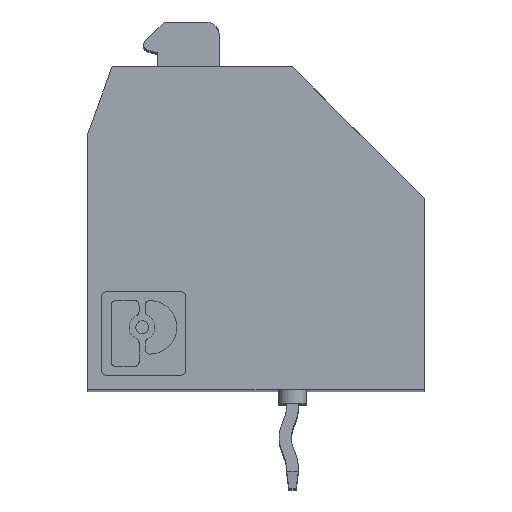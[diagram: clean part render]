
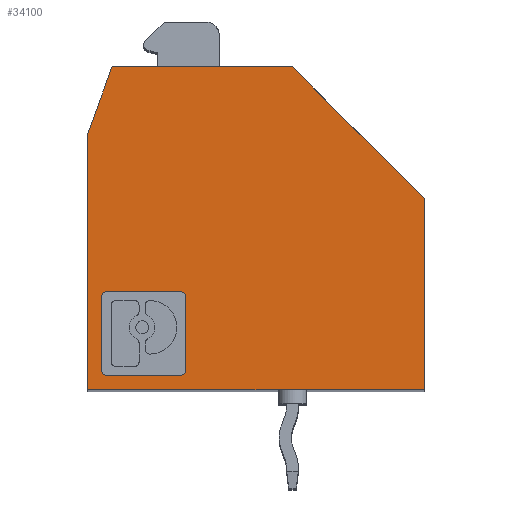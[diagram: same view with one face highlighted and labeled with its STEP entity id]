
A CAD part, top view. The second image highlights one B-rep face of the part: STEP entity #34100.
In plain terms, the highlighted planar face has unit normal (0, 0, 1).
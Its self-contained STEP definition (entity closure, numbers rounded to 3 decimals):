
#10260=CARTESIAN_POINT('',(11.739,0.,7.5));
#10270=DIRECTION('',(0.,0.,1.));
#10280=DIRECTION('',(1.,0.,0.));
#10290=AXIS2_PLACEMENT_3D('',#10260,#10270,#10280);
#10300=PLANE('',#10290);
#10600=CARTESIAN_POINT('',(3.289,3.289,7.5));
#10610=DIRECTION('',(0.,0.,1.));
#10620=DIRECTION('',(1.,0.,0.));
#10630=AXIS2_PLACEMENT_3D('',#10600,#10610,#10620);
#10640=CIRCLE('',#10630,0.211);
#10650=CARTESIAN_POINT('',(3.5,3.289,7.5));
#10660=VERTEX_POINT('',#10650);
#10670=CARTESIAN_POINT('',(3.289,3.5,7.5));
#10680=VERTEX_POINT('',#10670);
#10690=EDGE_CURVE('',#10660,#10680,#10640,.T.);
#12080=CARTESIAN_POINT('',(0.5,0.,7.5));
#12090=DIRECTION('',(0.,1.,0.));
#12100=VECTOR('',#12090,1.);
#12110=LINE('',#12080,#12100);
#12120=CARTESIAN_POINT('',(0.5,0.711,7.5));
#12130=VERTEX_POINT('',#12120);
#12140=CARTESIAN_POINT('',(0.5,3.289,7.5));
#12150=VERTEX_POINT('',#12140);
#12160=EDGE_CURVE('',#12130,#12150,#12110,.T.);
#20490=CARTESIAN_POINT('',(3.5,0.,7.5));
#20500=DIRECTION('',(0.,-1.,0.));
#20510=VECTOR('',#20500,1.);
#20520=LINE('',#20490,#20510);
#20530=CARTESIAN_POINT('',(3.5,0.711,7.5));
#20540=VERTEX_POINT('',#20530);
#20550=EDGE_CURVE('',#10660,#20540,#20520,.T.);
#24220=CARTESIAN_POINT('',(0.,3.5,7.5));
#24230=DIRECTION('',(1.,0.,0.));
#24240=VECTOR('',#24230,1.);
#24250=LINE('',#24220,#24240);
#24260=CARTESIAN_POINT('',(0.711,3.5,7.5));
#24270=VERTEX_POINT('',#24260);
#24280=EDGE_CURVE('',#24270,#10680,#24250,.T.);
#32110=CARTESIAN_POINT('',(0.711,0.711,7.5));
#32120=DIRECTION('',(0.,0.,1.));
#32130=DIRECTION('',(1.,0.,0.));
#32140=AXIS2_PLACEMENT_3D('',#32110,#32120,#32130);
#32150=CIRCLE('',#32140,0.211);
#32160=CARTESIAN_POINT('',(0.711,0.5,7.5));
#32170=VERTEX_POINT('',#32160);
#32180=EDGE_CURVE('',#12130,#32170,#32150,.T.);
#33310=CARTESIAN_POINT('',(0.,0.,7.5));
#33320=DIRECTION('',(-1.,0.,0.));
#33330=VECTOR('',#33320,1.);
#33340=LINE('',#33310,#33330);
#33350=CARTESIAN_POINT('',(12.,0.,7.5));
#33360=VERTEX_POINT('',#33350);
#33370=CARTESIAN_POINT('',(0.,0.,7.5));
#33380=VERTEX_POINT('',#33370);
#33390=EDGE_CURVE('',#33360,#33380,#33340,.T.);
#33400=ORIENTED_EDGE('',*,*,#33390,.F.);
#33410=CARTESIAN_POINT('',(0.,0.,7.5));
#33420=DIRECTION('',(0.,1.,0.));
#33430=VECTOR('',#33420,1.);
#33440=LINE('',#33410,#33430);
#33450=CARTESIAN_POINT('',(0.,9.1,7.5));
#33460=VERTEX_POINT('',#33450);
#33470=EDGE_CURVE('',#33380,#33460,#33440,.T.);
#33480=ORIENTED_EDGE('',*,*,#33470,.F.);
#33490=CARTESIAN_POINT('',(-3.312,0.,7.5));
#33500=DIRECTION('',(0.342,0.94,0.));
#33510=VECTOR('',#33500,1.);
#33520=LINE('',#33490,#33510);
#33530=CARTESIAN_POINT('',(0.874,11.5,7.5));
#33540=VERTEX_POINT('',#33530);
#33550=EDGE_CURVE('',#33460,#33540,#33520,.T.);
#33560=ORIENTED_EDGE('',*,*,#33550,.F.);
#33570=CARTESIAN_POINT('',(0.,11.5,7.5));
#33580=DIRECTION('',(1.,0.,0.));
#33590=VECTOR('',#33580,1.);
#33600=LINE('',#33570,#33590);
#33610=CARTESIAN_POINT('',(7.3,11.5,7.5));
#33620=VERTEX_POINT('',#33610);
#33630=EDGE_CURVE('',#33540,#33620,#33600,.T.);
#33640=ORIENTED_EDGE('',*,*,#33630,.F.);
#33650=CARTESIAN_POINT('',(0.,18.8,7.5));
#33660=DIRECTION('',(0.707,-0.707,0.));
#33670=VECTOR('',#33660,1.);
#33680=LINE('',#33650,#33670);
#33690=CARTESIAN_POINT('',(12.,6.8,7.5));
#33700=VERTEX_POINT('',#33690);
#33710=EDGE_CURVE('',#33620,#33700,#33680,.T.);
#33720=ORIENTED_EDGE('',*,*,#33710,.F.);
#33730=CARTESIAN_POINT('',(12.,0.,7.5));
#33740=DIRECTION('',(0.,-1.,0.));
#33750=VECTOR('',#33740,1.);
#33760=LINE('',#33730,#33750);
#33770=EDGE_CURVE('',#33700,#33360,#33760,.T.);
#33780=ORIENTED_EDGE('',*,*,#33770,.F.);
#33790=EDGE_LOOP('',(#33780,#33720,#33640,#33560,#33480,#33400));
#33800=FACE_OUTER_BOUND('',#33790,.T.);
#33810=ORIENTED_EDGE('',*,*,#20550,.T.);
#33820=ORIENTED_EDGE('',*,*,#10690,.F.);
#33830=ORIENTED_EDGE('',*,*,#24280,.T.);
#33840=CARTESIAN_POINT('',(0.711,3.289,7.5));
#33850=DIRECTION('',(0.,0.,1.));
#33860=DIRECTION('',(1.,0.,0.));
#33870=AXIS2_PLACEMENT_3D('',#33840,#33850,#33860);
#33880=CIRCLE('',#33870,0.211);
#33890=EDGE_CURVE('',#24270,#12150,#33880,.T.);
#33900=ORIENTED_EDGE('',*,*,#33890,.F.);
#33910=ORIENTED_EDGE('',*,*,#12160,.T.);
#33920=ORIENTED_EDGE('',*,*,#32180,.F.);
#33930=CARTESIAN_POINT('',(0.,0.5,7.5));
#33940=DIRECTION('',(-1.,0.,0.));
#33950=VECTOR('',#33940,1.);
#33960=LINE('',#33930,#33950);
#33970=CARTESIAN_POINT('',(3.289,0.5,7.5));
#33980=VERTEX_POINT('',#33970);
#33990=EDGE_CURVE('',#33980,#32170,#33960,.T.);
#34000=ORIENTED_EDGE('',*,*,#33990,.T.);
#34010=CARTESIAN_POINT('',(3.289,0.711,7.5));
#34020=DIRECTION('',(0.,0.,1.));
#34030=DIRECTION('',(1.,0.,0.));
#34040=AXIS2_PLACEMENT_3D('',#34010,#34020,#34030);
#34050=CIRCLE('',#34040,0.211);
#34060=EDGE_CURVE('',#33980,#20540,#34050,.T.);
#34070=ORIENTED_EDGE('',*,*,#34060,.F.);
#34080=EDGE_LOOP('',(#34070,#34000,#33920,#33910,#33900,#33830,#33820,
#33810));
#34090=FACE_BOUND('',#34080,.T.);
#34100=ADVANCED_FACE('',(#33800,#34090),#10300,.T.);
